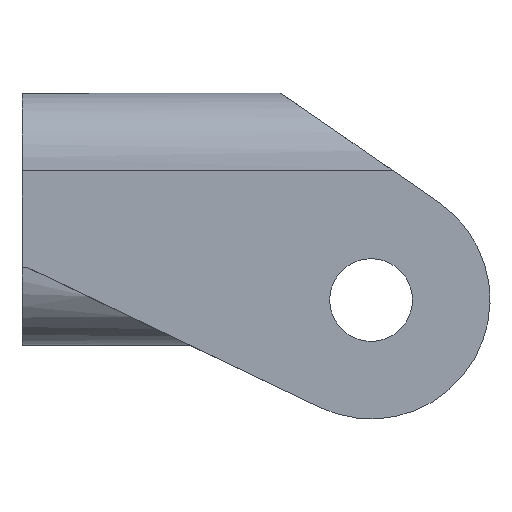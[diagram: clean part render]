
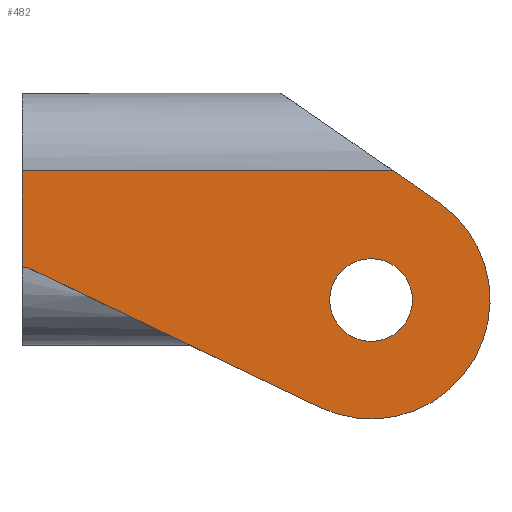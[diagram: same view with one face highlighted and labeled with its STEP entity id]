
A CAD part, left-side view. The second image highlights one B-rep face of the part: STEP entity #482.
In plain terms, the highlighted planar face has unit normal (-1, 0, 0).
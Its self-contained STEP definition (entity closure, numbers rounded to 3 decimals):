
#27=FACE_BOUND('',#82,.T.);
#35=PLANE('',#536);
#53=FACE_OUTER_BOUND('',#81,.T.);
#81=EDGE_LOOP('',(#372,#373,#374,#375,#376,#377));
#82=EDGE_LOOP('',(#378));
#120=LINE('',#769,#166);
#126=LINE('',#790,#172);
#127=LINE('',#793,#173);
#128=LINE('',#797,#174);
#129=LINE('',#798,#175);
#166=VECTOR('',#612,10.);
#172=VECTOR('',#632,10.);
#173=VECTOR('',#635,10.);
#174=VECTOR('',#638,10.);
#175=VECTOR('',#639,10.);
#208=CIRCLE('',#537,4.6);
#209=CIRCLE('',#538,1.6);
#236=VERTEX_POINT('',#766);
#237=VERTEX_POINT('',#768);
#245=VERTEX_POINT('',#788);
#246=VERTEX_POINT('',#792);
#247=VERTEX_POINT('',#794);
#248=VERTEX_POINT('',#796);
#249=VERTEX_POINT('',#799);
#284=EDGE_CURVE('',#237,#236,#120,.T.);
#295=EDGE_CURVE('',#245,#236,#126,.T.);
#296=EDGE_CURVE('',#245,#246,#127,.T.);
#297=EDGE_CURVE('',#246,#247,#208,.T.);
#298=EDGE_CURVE('',#247,#248,#128,.T.);
#299=EDGE_CURVE('',#237,#248,#129,.T.);
#300=EDGE_CURVE('',#249,#249,#209,.T.);
#372=ORIENTED_EDGE('',*,*,#295,.F.);
#373=ORIENTED_EDGE('',*,*,#296,.T.);
#374=ORIENTED_EDGE('',*,*,#297,.T.);
#375=ORIENTED_EDGE('',*,*,#298,.T.);
#376=ORIENTED_EDGE('',*,*,#299,.F.);
#377=ORIENTED_EDGE('',*,*,#284,.T.);
#378=ORIENTED_EDGE('',*,*,#300,.T.);
#482=ADVANCED_FACE('',(#53,#27),#35,.T.);
#536=AXIS2_PLACEMENT_3D('',#791,#633,#634);
#537=AXIS2_PLACEMENT_3D('',#795,#636,#637);
#538=AXIS2_PLACEMENT_3D('',#800,#640,#641);
#612=DIRECTION('',(0.,0.,-1.));
#632=DIRECTION('',(0.,1.,0.));
#633=DIRECTION('center_axis',(-1.,0.,0.));
#634=DIRECTION('ref_axis',(0.,-1.,0.));
#635=DIRECTION('',(0.,-0.902,-0.432));
#636=DIRECTION('center_axis',(-1.,0.,0.));
#637=DIRECTION('ref_axis',(0.,-1.,0.));
#638=DIRECTION('',(0.,0.823,0.568));
#639=DIRECTION('',(0.,-1.,0.));
#640=DIRECTION('center_axis',(1.,0.,0.));
#641=DIRECTION('ref_axis',(0.,-1.,0.));
#766=CARTESIAN_POINT('',(-25.,6.5,0.75));
#768=CARTESIAN_POINT('',(-25.,6.5,4.5));
#769=CARTESIAN_POINT('',(-25.,6.5,7.5));
#788=CARTESIAN_POINT('',(-25.,6.27,0.75));
#790=CARTESIAN_POINT('',(-25.,1.975,0.75));
#791=CARTESIAN_POINT('Origin',(-25.,-2.55,1.2));
#792=CARTESIAN_POINT('',(-25.,-5.015,-4.649));
#793=CARTESIAN_POINT('',(-25.,-5.015,-4.649));
#794=CARTESIAN_POINT('',(-25.,-9.611,3.287));
#795=CARTESIAN_POINT('Origin',(-25.,-7.,-0.5));
#796=CARTESIAN_POINT('',(-25.,-7.852,4.5));
#797=CARTESIAN_POINT('',(-25.,-9.611,3.287));
#798=CARTESIAN_POINT('',(-25.,-1.275,4.5));
#799=CARTESIAN_POINT('',(-25.,-5.4,-0.5));
#800=CARTESIAN_POINT('Origin',(-25.,-7.,-0.5));
